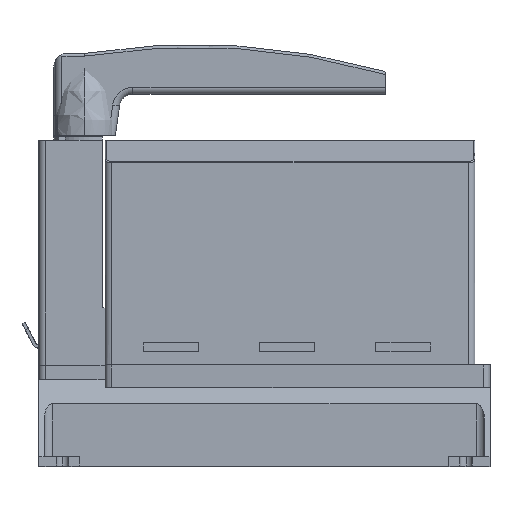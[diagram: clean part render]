
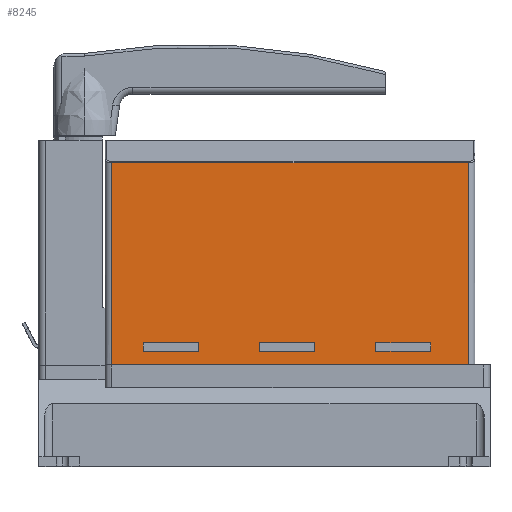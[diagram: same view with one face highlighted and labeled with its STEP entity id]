
A CAD part, top view. The second image highlights one B-rep face of the part: STEP entity #8245.
In plain terms, the highlighted planar face has unit normal (0, 0, 1).
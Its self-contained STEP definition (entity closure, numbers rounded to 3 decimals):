
#147 = AXIS2_PLACEMENT_3D ( 'NONE', #13945, #8201, #2919 ) ;
#187 = ORIENTED_EDGE ( 'NONE', *, *, #10395, .T. ) ;
#186 = VECTOR ( 'NONE', #7406, 1000. ) ;
#1280 = DIRECTION ( 'NONE',  ( 0., -1., 0. ) ) ;
#2919 = DIRECTION ( 'NONE',  ( 0., 1., 0. ) ) ;
#3871 = VERTEX_POINT ( 'NONE', #16387 ) ;
#4312 = DIRECTION ( 'NONE',  ( -1., 0., 0. ) ) ;
#5318 = EDGE_LOOP ( 'NONE', ( #10681, #17995, #187, #13737 ) ) ;
#5730 = CARTESIAN_POINT ( 'NONE',  ( 48.5, 74., 98.5 ) ) ;
#7406 = DIRECTION ( 'NONE',  ( 1., 0., 0. ) ) ;
#8201 = DIRECTION ( 'NONE',  ( 0., 0., -1. ) ) ;
#8245 = ADVANCED_FACE ( 'NONE', ( #15302 ), #19077, .F. ) ;
#8655 = LINE ( 'NONE', #22729, #12701 ) ;
#10060 = EDGE_CURVE ( 'NONE', #3871, #10451, #10100, .T. ) ;
#10100 = LINE ( 'NONE', #15215, #16500 ) ;
#10395 = EDGE_CURVE ( 'NONE', #10451, #18580, #8655, .T. ) ;
#10451 = VERTEX_POINT ( 'NONE', #13439 ) ;
#10681 = ORIENTED_EDGE ( 'NONE', *, *, #23063, .T. ) ;
#11832 = CARTESIAN_POINT ( 'NONE',  ( 53.5, 74., 98.5 ) ) ;
#11880 = VERTEX_POINT ( 'NONE', #11832 ) ;
#12701 = VECTOR ( 'NONE', #4312, 1000. ) ;
#13414 = LINE ( 'NONE', #5730, #186 ) ;
#13439 = CARTESIAN_POINT ( 'NONE',  ( 314., 221.865, 98.5 ) ) ;
#13737 = ORIENTED_EDGE ( 'NONE', *, *, #14835, .T. ) ;
#13945 = CARTESIAN_POINT ( 'NONE',  ( 48.5, 861.329, 98.5 ) ) ;
#14835 = EDGE_CURVE ( 'NONE', #18580, #11880, #22042, .T. ) ;
#15215 = CARTESIAN_POINT ( 'NONE',  ( 314., 861.329, 98.5 ) ) ;
#15302 = FACE_OUTER_BOUND ( 'NONE', #5318, .T. ) ;
#15780 = CARTESIAN_POINT ( 'NONE',  ( 53.5, 861.329, 98.5 ) ) ;
#16387 = CARTESIAN_POINT ( 'NONE',  ( 314., 74., 98.5 ) ) ;
#16500 = VECTOR ( 'NONE', #17219, 1000. ) ;
#17219 = DIRECTION ( 'NONE',  ( 0., 1., 0. ) ) ;
#17995 = ORIENTED_EDGE ( 'NONE', *, *, #10060, .T. ) ;
#18195 = CARTESIAN_POINT ( 'NONE',  ( 53.5, 221.865, 98.5 ) ) ;
#18580 = VERTEX_POINT ( 'NONE', #18195 ) ;
#19077 = PLANE ( 'NONE',  #147 ) ;
#21164 = VECTOR ( 'NONE', #1280, 1000. ) ;
#22042 = LINE ( 'NONE', #15780, #21164 ) ;
#22729 = CARTESIAN_POINT ( 'NONE',  ( 48.5, 221.865, 98.5 ) ) ;
#23063 = EDGE_CURVE ( 'NONE', #11880, #3871, #13414, .T. ) ;
